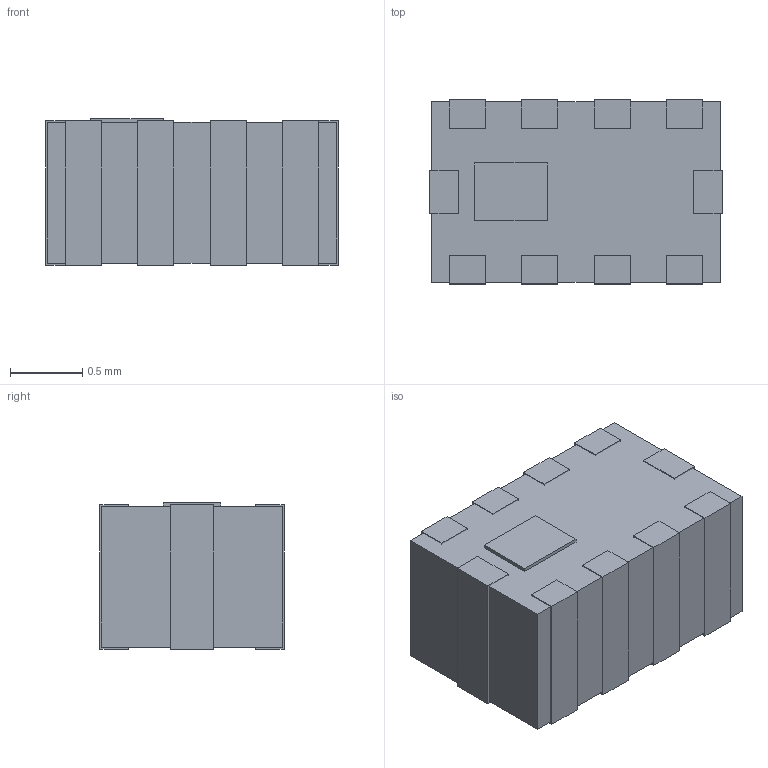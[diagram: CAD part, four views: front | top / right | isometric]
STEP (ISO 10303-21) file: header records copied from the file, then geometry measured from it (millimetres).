
FILE_DESCRIPTION (( 'STEP AP214' ), '1' );
FILE_NAME ('User Library-0900PC15J0013.STEP', '2020-02-11T17:48:05', ( '' ), ( '' ), 'SwSTEP 2.0', 'SolidWorks 2019', '' );
FILE_SCHEMA (( 'AUTOMOTIVE_DESIGN' ));
Length unit declared in the file: millimetre
Products named in the file (12): Pin01; Pin09; Pin08; User Library-0900PC15J0013; Pin06; Pin05; Pin07; Pin10; Pin04; Body; Pin03; Pin02
Assembly tree (11 placements, depth 2):
  User Library-0900PC15J0013
    Pin09
    Pin05
    Pin03
    Pin01
    Pin10
    Pin02
    Pin04
    Pin08
    Pin06
    Pin07
    Body
Bounding box: 2.02 x 1.27 x 1.01 mm (x, y, z)
Surface area: 21.6 mm2
Topology: 11 solids, 11 shells, 71 faces, 144 edges, 96 vertices
Faces by surface type: plane 71
Entity records: 3039 total; most frequent: CARTESIAN_POINT 325, DIRECTION 314, ORIENTED_EDGE 288, LINE 144, VECTOR 144, EDGE_CURVE 144, UNCERTAINTY_MEASURE_WITH_UNIT 99, VERTEX_POINT 96
